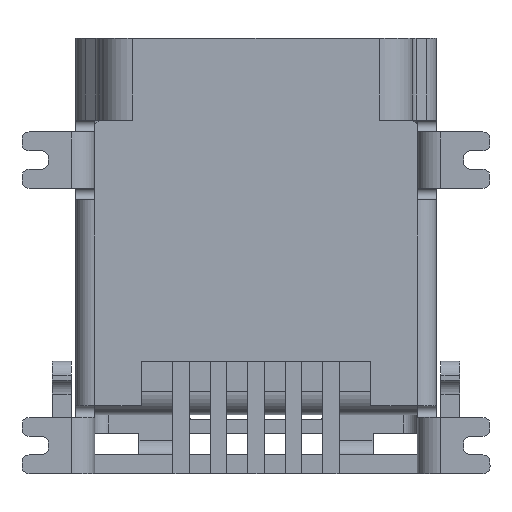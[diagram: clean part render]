
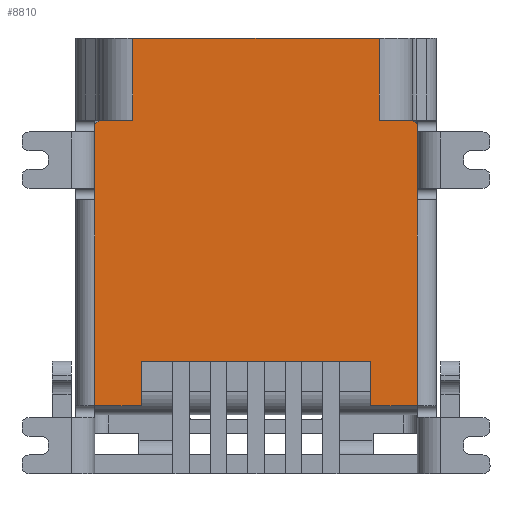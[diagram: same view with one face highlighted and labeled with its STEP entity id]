
A CAD part, front view. The second image highlights one B-rep face of the part: STEP entity #8810.
In plain terms, the highlighted planar face has unit normal (0, -1, 0).
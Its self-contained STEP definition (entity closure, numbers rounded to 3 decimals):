
#66 = CARTESIAN_POINT ( 'NONE',  ( 2.635, -2.05, -2.35 ) ) ;
#89 = ORIENTED_EDGE ( 'NONE', *, *, #6828, .T. ) ;
#91 = DIRECTION ( 'NONE',  ( 0., -1., 0. ) ) ;
#242 = DIRECTION ( 'NONE',  ( 1., 0., 0. ) ) ;
#255 = LINE ( 'NONE', #11666, #14416 ) ;
#369 = LINE ( 'NONE', #9728, #6292 ) ;
#485 = LINE ( 'NONE', #4290, #6084 ) ;
#589 = ORIENTED_EDGE ( 'NONE', *, *, #11370, .F. ) ;
#843 = ORIENTED_EDGE ( 'NONE', *, *, #2565, .T. ) ;
#860 = VECTOR ( 'NONE', #13384, 1000. ) ;
#1231 = CARTESIAN_POINT ( 'NONE',  ( 3.35, -2.05, -2.35 ) ) ;
#1274 = DIRECTION ( 'NONE',  ( 1., 0., 0. ) ) ;
#1527 = VECTOR ( 'NONE', #9048, 1000. ) ;
#1952 = VECTOR ( 'NONE', #13527, 1000. ) ;
#2121 = LINE ( 'NONE', #6890, #7729 ) ;
#2165 = ORIENTED_EDGE ( 'NONE', *, *, #12020, .T. ) ;
#2246 = CARTESIAN_POINT ( 'NONE',  ( -2.635, -2.05, -0.6 ) ) ;
#2341 = EDGE_CURVE ( 'NONE', #9047, #4597, #11470, .T. ) ;
#2512 = CARTESIAN_POINT ( 'NONE',  ( -2.45, -2.05, -8.45 ) ) ;
#2532 = ORIENTED_EDGE ( 'NONE', *, *, #10554, .T. ) ;
#2559 = AXIS2_PLACEMENT_3D ( 'NONE', #11223, #91, #7916 ) ;
#2565 = EDGE_CURVE ( 'NONE', #10901, #11411, #7387, .T. ) ;
#2779 = CARTESIAN_POINT ( 'NONE',  ( -2.45, -2.05, -7.498 ) ) ;
#2881 = VERTEX_POINT ( 'NONE', #12496 ) ;
#2956 = DIRECTION ( 'NONE',  ( -1., 0., 0. ) ) ;
#2958 = EDGE_CURVE ( 'NONE', #11096, #10107, #12298, .T. ) ;
#3040 = EDGE_CURVE ( 'NONE', #6296, #6565, #10191, .T. ) ;
#3082 = CARTESIAN_POINT ( 'NONE',  ( -3.35, -2.05, -2.35 ) ) ;
#3157 = VECTOR ( 'NONE', #8684, 1000. ) ;
#3368 = VECTOR ( 'NONE', #5123, 1000. ) ;
#3496 = EDGE_CURVE ( 'NONE', #7899, #4597, #13175, .T. ) ;
#3536 = ORIENTED_EDGE ( 'NONE', *, *, #5665, .T. ) ;
#3962 = CARTESIAN_POINT ( 'NONE',  ( -3.35, -2.05, -2.35 ) ) ;
#4086 = ORIENTED_EDGE ( 'NONE', *, *, #10231, .T. ) ;
#4159 = ORIENTED_EDGE ( 'NONE', *, *, #2341, .F. ) ;
#4191 = LINE ( 'NONE', #10041, #860 ) ;
#4290 = CARTESIAN_POINT ( 'NONE',  ( 3.45, -2.05, -2.45 ) ) ;
#4597 = VERTEX_POINT ( 'NONE', #7587 ) ;
#4725 = EDGE_CURVE ( 'NONE', #6604, #2881, #4191, .T. ) ;
#5123 = DIRECTION ( 'NONE',  ( -0.707, 0., -0.707 ) ) ;
#5275 = DIRECTION ( 'NONE',  ( 0., 0., 1. ) ) ;
#5405 = DIRECTION ( 'NONE',  ( -0.707, 0., 0.707 ) ) ;
#5514 = VECTOR ( 'NONE', #12352, 1000. ) ;
#5665 = EDGE_CURVE ( 'NONE', #9431, #11096, #10110, .T. ) ;
#5948 = LINE ( 'NONE', #13649, #14159 ) ;
#6023 = DIRECTION ( 'NONE',  ( 0., 0., -1. ) ) ;
#6084 = VECTOR ( 'NONE', #5405, 1000. ) ;
#6097 = CARTESIAN_POINT ( 'NONE',  ( -3.45, -2.05, -8.45 ) ) ;
#6207 = EDGE_CURVE ( 'NONE', #10443, #6296, #8278, .T. ) ;
#6265 = CARTESIAN_POINT ( 'NONE',  ( 3.35, -2.05, -2.35 ) ) ;
#6292 = VECTOR ( 'NONE', #5275, 1000. ) ;
#6296 = VERTEX_POINT ( 'NONE', #2512 ) ;
#6387 = ORIENTED_EDGE ( 'NONE', *, *, #10434, .T. ) ;
#6415 = ORIENTED_EDGE ( 'NONE', *, *, #6207, .T. ) ;
#6451 = ORIENTED_EDGE ( 'NONE', *, *, #3496, .T. ) ;
#6565 = VERTEX_POINT ( 'NONE', #2779 ) ;
#6604 = VERTEX_POINT ( 'NONE', #7261 ) ;
#6790 = PLANE ( 'NONE',  #2559 ) ;
#6828 = EDGE_CURVE ( 'NONE', #10107, #9124, #14180, .T. ) ;
#6867 = VECTOR ( 'NONE', #7329, 1000. ) ;
#6890 = CARTESIAN_POINT ( 'NONE',  ( -2.45, -2.05, -7.498 ) ) ;
#7261 = CARTESIAN_POINT ( 'NONE',  ( 3.45, -2.05, -4.05 ) ) ;
#7329 = DIRECTION ( 'NONE',  ( 0., 0., 1. ) ) ;
#7387 = LINE ( 'NONE', #11591, #13020 ) ;
#7524 = VERTEX_POINT ( 'NONE', #13675 ) ;
#7543 = CARTESIAN_POINT ( 'NONE',  ( -3.45, -2.05, -2.35 ) ) ;
#7567 = CARTESIAN_POINT ( 'NONE',  ( 2.45, -2.05, -8.45 ) ) ;
#7587 = CARTESIAN_POINT ( 'NONE',  ( 2.635, -2.05, -0.6 ) ) ;
#7696 = CARTESIAN_POINT ( 'NONE',  ( -3.45, -2.05, -4.05 ) ) ;
#7729 = VECTOR ( 'NONE', #1274, 1000. ) ;
#7757 = DIRECTION ( 'NONE',  ( 0., 0., -1. ) ) ;
#7899 = VERTEX_POINT ( 'NONE', #66 ) ;
#7916 = DIRECTION ( 'NONE',  ( 0., 0., -1. ) ) ;
#7917 = EDGE_LOOP ( 'NONE', ( #6451, #4159, #589, #3536, #11550, #89, #2165, #6415, #12730, #4086, #843, #12396, #6387, #11697, #9402, #2532 ) ) ;
#8278 = LINE ( 'NONE', #11258, #1952 ) ;
#8471 = CARTESIAN_POINT ( 'NONE',  ( 2.635, -2.05, -2.35 ) ) ;
#8684 = DIRECTION ( 'NONE',  ( 0., 0., -1. ) ) ;
#8810 = ADVANCED_FACE ( 'NONE', ( #14275 ), #6790, .T. ) ;
#9047 = VERTEX_POINT ( 'NONE', #10862 ) ;
#9048 = DIRECTION ( 'NONE',  ( -1., 0., 0. ) ) ;
#9124 = VERTEX_POINT ( 'NONE', #7696 ) ;
#9402 = ORIENTED_EDGE ( 'NONE', *, *, #12530, .T. ) ;
#9431 = VERTEX_POINT ( 'NONE', #9449 ) ;
#9449 = CARTESIAN_POINT ( 'NONE',  ( -2.635, -2.05, -2.35 ) ) ;
#9728 = CARTESIAN_POINT ( 'NONE',  ( -2.635, -2.05, -2.35 ) ) ;
#9763 = DIRECTION ( 'NONE',  ( 0., 0., 1. ) ) ;
#9958 = CARTESIAN_POINT ( 'NONE',  ( -3.45, -2.05, -2.45 ) ) ;
#10041 = CARTESIAN_POINT ( 'NONE',  ( 3.45, -2.05, -4.05 ) ) ;
#10107 = VERTEX_POINT ( 'NONE', #14160 ) ;
#10110 = LINE ( 'NONE', #1231, #1527 ) ;
#10191 = LINE ( 'NONE', #11956, #12823 ) ;
#10231 = EDGE_CURVE ( 'NONE', #6565, #10901, #2121, .T. ) ;
#10434 = EDGE_CURVE ( 'NONE', #11537, #6604, #255, .T. ) ;
#10443 = VERTEX_POINT ( 'NONE', #6097 ) ;
#10554 = EDGE_CURVE ( 'NONE', #7524, #7899, #12319, .T. ) ;
#10862 = CARTESIAN_POINT ( 'NONE',  ( -2.635, -2.05, -0.6 ) ) ;
#10901 = VERTEX_POINT ( 'NONE', #13727 ) ;
#11096 = VERTEX_POINT ( 'NONE', #3082 ) ;
#11141 = CARTESIAN_POINT ( 'NONE',  ( 3.45, -2.05, -8.45 ) ) ;
#11216 = VECTOR ( 'NONE', #7757, 1000. ) ;
#11223 = CARTESIAN_POINT ( 'NONE',  ( -2.635, -2.05, -2.35 ) ) ;
#11258 = CARTESIAN_POINT ( 'NONE',  ( -3.55, -2.05, -8.45 ) ) ;
#11370 = EDGE_CURVE ( 'NONE', #9431, #9047, #369, .T. ) ;
#11411 = VERTEX_POINT ( 'NONE', #7567 ) ;
#11470 = LINE ( 'NONE', #2246, #5514 ) ;
#11537 = VERTEX_POINT ( 'NONE', #11141 ) ;
#11550 = ORIENTED_EDGE ( 'NONE', *, *, #2958, .T. ) ;
#11591 = CARTESIAN_POINT ( 'NONE',  ( 2.45, -2.05, -7.498 ) ) ;
#11666 = CARTESIAN_POINT ( 'NONE',  ( 3.45, -2.05, -2.35 ) ) ;
#11697 = ORIENTED_EDGE ( 'NONE', *, *, #4725, .T. ) ;
#11939 = VECTOR ( 'NONE', #2956, 1000. ) ;
#11956 = CARTESIAN_POINT ( 'NONE',  ( -2.45, -2.05, -8.45 ) ) ;
#12020 = EDGE_CURVE ( 'NONE', #9124, #10443, #14357, .T. ) ;
#12177 = EDGE_CURVE ( 'NONE', #11411, #11537, #5948, .T. ) ;
#12298 = LINE ( 'NONE', #3962, #3368 ) ;
#12319 = LINE ( 'NONE', #6265, #11939 ) ;
#12352 = DIRECTION ( 'NONE',  ( 1., 0., 0. ) ) ;
#12396 = ORIENTED_EDGE ( 'NONE', *, *, #12177, .T. ) ;
#12496 = CARTESIAN_POINT ( 'NONE',  ( 3.45, -2.05, -2.45 ) ) ;
#12530 = EDGE_CURVE ( 'NONE', #2881, #7524, #485, .T. ) ;
#12730 = ORIENTED_EDGE ( 'NONE', *, *, #3040, .T. ) ;
#12802 = DIRECTION ( 'NONE',  ( 0., 0., 1. ) ) ;
#12823 = VECTOR ( 'NONE', #9763, 1000. ) ;
#13020 = VECTOR ( 'NONE', #6023, 1000. ) ;
#13175 = LINE ( 'NONE', #8471, #6867 ) ;
#13384 = DIRECTION ( 'NONE',  ( 0., 0., 1. ) ) ;
#13527 = DIRECTION ( 'NONE',  ( 1., 0., 0. ) ) ;
#13649 = CARTESIAN_POINT ( 'NONE',  ( 2.45, -2.05, -8.45 ) ) ;
#13675 = CARTESIAN_POINT ( 'NONE',  ( 3.35, -2.05, -2.35 ) ) ;
#13727 = CARTESIAN_POINT ( 'NONE',  ( 2.45, -2.05, -7.498 ) ) ;
#14159 = VECTOR ( 'NONE', #242, 1000. ) ;
#14160 = CARTESIAN_POINT ( 'NONE',  ( -3.45, -2.05, -2.45 ) ) ;
#14180 = LINE ( 'NONE', #9958, #11216 ) ;
#14275 = FACE_OUTER_BOUND ( 'NONE', #7917, .T. ) ;
#14357 = LINE ( 'NONE', #7543, #3157 ) ;
#14416 = VECTOR ( 'NONE', #12802, 1000. ) ;
